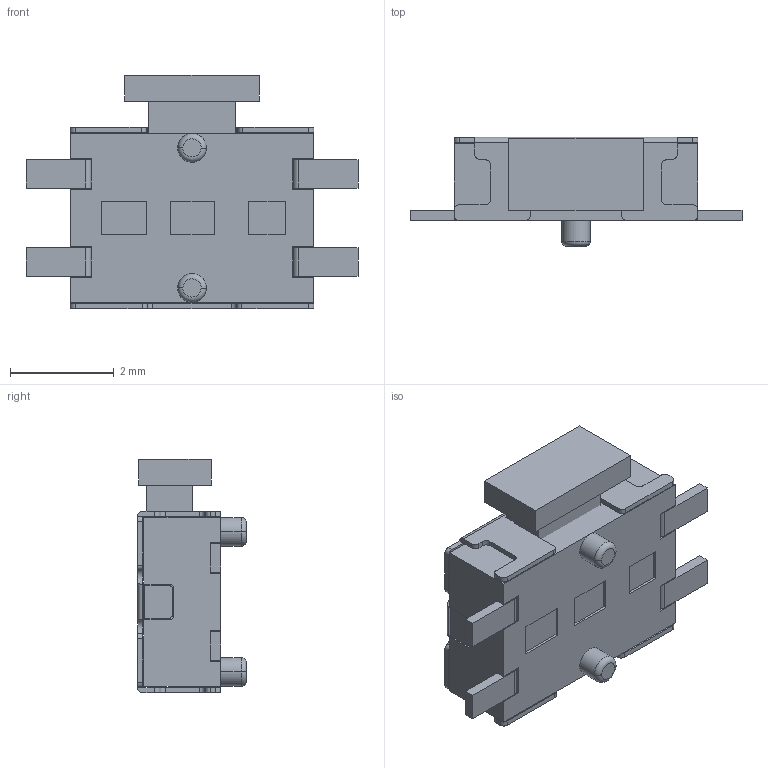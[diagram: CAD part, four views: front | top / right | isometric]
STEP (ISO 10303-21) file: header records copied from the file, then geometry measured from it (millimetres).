
FILE_DESCRIPTION (( 'STEP AP214' ), '1' );
FILE_NAME ('ts-1186d-c-a.STEP', '2022-01-15T16:42:35', ( '' ), ( '' ), 'SwSTEP 2.0', 'SolidWorks 2019', '' );
FILE_SCHEMA (( 'AUTOMOTIVE_DESIGN' ));
Length unit declared in the file: millimetre
Products named in the file (4): ts-1186d-c-a_03; ts-1186d-c-a_02; ts-1186d-c-a; ts-1186d-c-a_01
Assembly tree (3 placements, depth 2):
  ts-1186d-c-a
    ts-1186d-c-a_01
    ts-1186d-c-a_02
    ts-1186d-c-a_03
Bounding box: 6.4 x 2.1 x 4.5 mm (x, y, z)
Volume: 28.6 mm3; surface area: 131.9 mm2
Topology: 3 solids, 3 shells, 654 faces, 1844 edges, 1224 vertices
Faces by surface type: plane 580, cylinder 70, torus 4
Entity records: 20980 total; most frequent: CARTESIAN_POINT 3750, ORIENTED_EDGE 3688, DIRECTION 3308, EDGE_CURVE 1844, LINE 1692, VECTOR 1692, VERTEX_POINT 1224, AXIS2_PLACEMENT_3D 808
